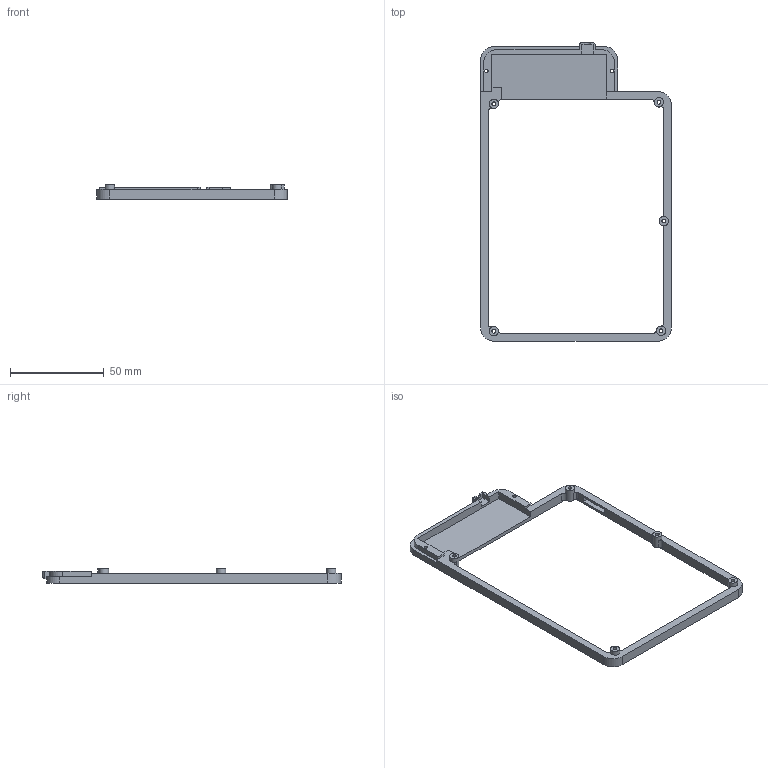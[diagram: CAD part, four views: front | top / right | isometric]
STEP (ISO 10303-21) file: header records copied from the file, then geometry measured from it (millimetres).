
FILE_DESCRIPTION(/* description */ ('Unknown'),/* implementation_level */ '2;1');
FILE_NAME(/* name */ 'kobo_frame_2',/* time_stamp */ '2017-01-10T21:49:35+01:00',/* author */ ('Unknown'),/* organization */ ('Unknown'),/* preprocessor_version */ 'ST-DEVELOPER v16.7',/* originating_system */ 'DEX',/* authorisation */ $);
FILE_SCHEMA (('AUTOMOTIVE_DESIGN {1 0 10303 214 3 1 1}'));
Length unit declared in the file: millimetre
Products named in the file (1): kobo_frame_2
Bounding box: 101.6 x 159 x 7.7 mm (x, y, z)
Volume: 14235.1 mm3; surface area: 13213 mm2
Topology: 1 solids, 1 shells, 110 faces, 321 edges, 214 vertices
Faces by surface type: plane 69, cylinder 41
Full cylindrical faces by diameter (mm): 1.8 x2, 2 x5, 5 x5
Entity records: 3576 total; most frequent: CARTESIAN_POINT 616, DIRECTION 608, ORIENTED_EDGE 600, EDGE_CURVE 300, LINE 214, VECTOR 214, VERTEX_POINT 205, AXIS2_PLACEMENT_3D 197
